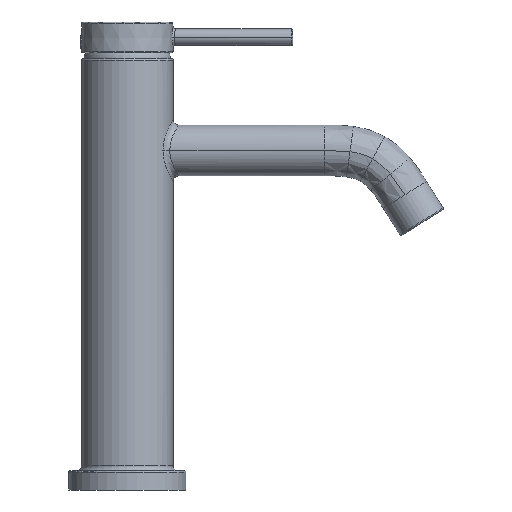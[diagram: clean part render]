
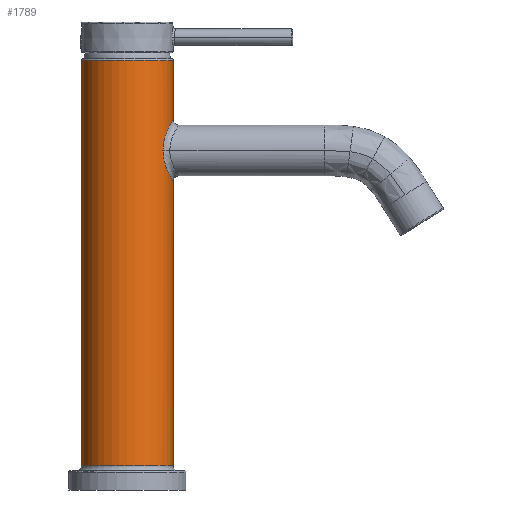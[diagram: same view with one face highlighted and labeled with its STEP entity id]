
A CAD part, front view. The second image highlights one B-rep face of the part: STEP entity #1789.
In plain terms, the highlighted cylindrical face has radius 18 mm (diameter 36 mm), a partial arc.
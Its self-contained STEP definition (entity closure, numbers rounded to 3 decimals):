
#1228=CARTESIAN_POINT('Vertex',(18.,0.,145.621)) ;
#1363=CARTESIAN_POINT('Control Point',(18.,0.,145.621)) ;
#1364=CARTESIAN_POINT('Control Point',(18.,-0.717,145.621)) ;
#1365=CARTESIAN_POINT('Control Point',(17.964,-1.434,145.562)) ;
#1366=CARTESIAN_POINT('Control Point',(17.893,-2.142,145.444)) ;
#1367=CARTESIAN_POINT('Control Point',(17.656,-3.712,145.046)) ;
#1368=CARTESIAN_POINT('Control Point',(17.273,-5.167,144.376)) ;
#1369=CARTESIAN_POINT('Control Point',(17.021,-5.933,143.924)) ;
#1370=CARTESIAN_POINT('Control Point',(16.492,-7.293,142.929)) ;
#1371=CARTESIAN_POINT('Control Point',(15.912,-8.447,141.698)) ;
#1372=CARTESIAN_POINT('Control Point',(15.633,-8.946,141.062)) ;
#1373=CARTESIAN_POINT('Control Point',(15.157,-9.731,139.864)) ;
#1374=CARTESIAN_POINT('Control Point',(14.736,-10.344,138.524)) ;
#1375=CARTESIAN_POINT('Control Point',(14.571,-10.573,137.924)) ;
#1376=CARTESIAN_POINT('Control Point',(14.297,-10.94,136.743)) ;
#1377=CARTESIAN_POINT('Control Point',(14.117,-11.168,135.496)) ;
#1378=CARTESIAN_POINT('Control Point',(14.056,-11.244,134.895)) ;
#1379=CARTESIAN_POINT('Control Point',(14.021,-11.288,134.251)) ;
#1380=CARTESIAN_POINT('Control Point',(14.016,-11.294,133.607)) ;
#1381=CARTESIAN_POINT('Control Point',(14.015,-11.295,133.571)) ;
#1382=CARTESIAN_POINT('Control Point',(14.015,-11.295,133.536)) ;
#1383=CARTESIAN_POINT('Control Point',(14.015,-11.295,133.5)) ;
#1384=CARTESIAN_POINT('Vertex',(14.015,-11.295,133.5)) ;
#1511=CARTESIAN_POINT('Control Point',(14.015,-11.295,133.5)) ;
#1512=CARTESIAN_POINT('Control Point',(14.015,-11.295,132.774)) ;
#1513=CARTESIAN_POINT('Control Point',(14.054,-11.247,132.048)) ;
#1514=CARTESIAN_POINT('Control Point',(14.132,-11.15,131.332)) ;
#1515=CARTESIAN_POINT('Control Point',(14.387,-10.826,129.738)) ;
#1516=CARTESIAN_POINT('Control Point',(14.785,-10.278,128.263)) ;
#1517=CARTESIAN_POINT('Control Point',(15.042,-9.905,127.48)) ;
#1518=CARTESIAN_POINT('Control Point',(15.681,-8.899,125.771)) ;
#1519=CARTESIAN_POINT('Control Point',(16.356,-7.591,124.341)) ;
#1520=CARTESIAN_POINT('Control Point',(16.728,-6.751,123.619)) ;
#1521=CARTESIAN_POINT('Control Point',(17.333,-5.079,122.508)) ;
#1522=CARTESIAN_POINT('Control Point',(17.751,-3.174,121.794)) ;
#1523=CARTESIAN_POINT('Control Point',(17.89,-2.284,121.562)) ;
#1524=CARTESIAN_POINT('Control Point',(17.979,-1.28,121.413)) ;
#1525=CARTESIAN_POINT('Control Point',(17.998,-0.27,121.381)) ;
#1526=CARTESIAN_POINT('Control Point',(17.999,-0.18,121.38)) ;
#1527=CARTESIAN_POINT('Control Point',(18.,-0.09,121.379)) ;
#1528=CARTESIAN_POINT('Control Point',(18.,0.,121.379)) ;
#1529=CARTESIAN_POINT('Vertex',(18.,0.,121.379)) ;
#1691=CARTESIAN_POINT('Line Origine',(18.,0.,169.5)) ;
#1695=CARTESIAN_POINT('Vertex',(18.,0.,169.)) ;
#1698=CARTESIAN_POINT('Line Origine',(18.,0.,169.5)) ;
#1702=CARTESIAN_POINT('Vertex',(18.,0.,9.5)) ;
#1709=CARTESIAN_POINT('Vertex',(-18.,0.,9.5)) ;
#1712=CARTESIAN_POINT('Line Origine',(-18.,0.,169.5)) ;
#1716=CARTESIAN_POINT('Vertex',(-18.,0.,169.)) ;
#1765=CARTESIAN_POINT('Axis2P3D Location',(0.,0.,169.5)) ;
#1770=CARTESIAN_POINT('Axis2P3D Location',(0.,0.,9.5)) ;
#1775=CARTESIAN_POINT('Axis2P3D Location',(0.,0.,169.)) ;
#1693=VECTOR('Line Direction',#1692,1.) ;
#1700=VECTOR('Line Direction',#1699,1.) ;
#1714=VECTOR('Line Direction',#1713,1.) ;
#1692=DIRECTION('Vector Direction',(0.,0.,-1.)) ;
#1699=DIRECTION('Vector Direction',(0.,0.,-1.)) ;
#1713=DIRECTION('Vector Direction',(0.,0.,-1.)) ;
#1766=DIRECTION('Axis2P3D Direction',(0.,0.,-1.)) ;
#1767=DIRECTION('Axis2P3D XDirection',(1.,0.,0.)) ;
#1771=DIRECTION('Axis2P3D Direction',(0.,0.,-1.)) ;
#1776=DIRECTION('Axis2P3D Direction',(0.,0.,-1.)) ;
#1768=AXIS2_PLACEMENT_3D('Cylinder Axis2P3D',#1765,#1766,#1767) ;
#1772=AXIS2_PLACEMENT_3D('Circle Axis2P3D',#1770,#1771,$) ;
#1777=AXIS2_PLACEMENT_3D('Circle Axis2P3D',#1775,#1776,$) ;
#1694=LINE('Line',#1691,#1693) ;
#1701=LINE('Line',#1698,#1700) ;
#1715=LINE('Line',#1712,#1714) ;
#1773=CIRCLE('generated circle',#1772,18.) ;
#1778=CIRCLE('generated circle',#1777,18.) ;
#1769=CYLINDRICAL_SURFACE('generated cylinder',#1768,18.) ;
#1386=EDGE_CURVE('',#1229,#1385,#1362,.T.) ;
#1531=EDGE_CURVE('',#1385,#1530,#1510,.T.) ;
#1697=EDGE_CURVE('',#1696,#1229,#1694,.T.) ;
#1704=EDGE_CURVE('',#1530,#1703,#1701,.T.) ;
#1718=EDGE_CURVE('',#1717,#1710,#1715,.T.) ;
#1774=EDGE_CURVE('',#1710,#1703,#1773,.F.) ;
#1779=EDGE_CURVE('',#1717,#1696,#1778,.F.) ;
#1781=ORIENTED_EDGE('',*,*,#1718,.T.) ;
#1782=ORIENTED_EDGE('',*,*,#1774,.T.) ;
#1783=ORIENTED_EDGE('',*,*,#1704,.F.) ;
#1784=ORIENTED_EDGE('',*,*,#1531,.F.) ;
#1785=ORIENTED_EDGE('',*,*,#1386,.F.) ;
#1786=ORIENTED_EDGE('',*,*,#1697,.F.) ;
#1787=ORIENTED_EDGE('',*,*,#1779,.F.) ;
#1780=EDGE_LOOP('',(#1781,#1782,#1783,#1784,#1785,#1786,#1787)) ;
#1229=VERTEX_POINT('',#1228) ;
#1385=VERTEX_POINT('',#1384) ;
#1530=VERTEX_POINT('',#1529) ;
#1696=VERTEX_POINT('',#1695) ;
#1703=VERTEX_POINT('',#1702) ;
#1710=VERTEX_POINT('',#1709) ;
#1717=VERTEX_POINT('',#1716) ;
#1789=ADVANCED_FACE('Hauptk\X2\00F6\X0\rper',(#1788),#1769,.T.) ;
#1362=B_SPLINE_CURVE_WITH_KNOTS('',5,(#1363,#1364,#1365,#1366,#1367,#1368,#1369,#1370,#1371,#1372,#1373,#1374,#1375,#1376,#1377,#1378,#1379,#1380,#1381,#1382,#1383),.UNSPECIFIED.,.F.,.U.,(6,3,3,3,3,3,6),(35.337,40.217,46.407,52.023,56.249,60.04,60.262),.UNSPECIFIED.) ;
#1510=B_SPLINE_CURVE_WITH_KNOTS('',5,(#1511,#1512,#1513,#1514,#1515,#1516,#1517,#1518,#1519,#1520,#1521,#1522,#1523,#1524,#1525,#1526,#1527,#1528),.UNSPECIFIED.,.F.,.U.,(6,3,3,3,3,6),(24.925,29.444,35.238,42.973,49.233,49.846),.UNSPECIFIED.) ;
#1788=FACE_OUTER_BOUND('',#1780,.T.) ;
